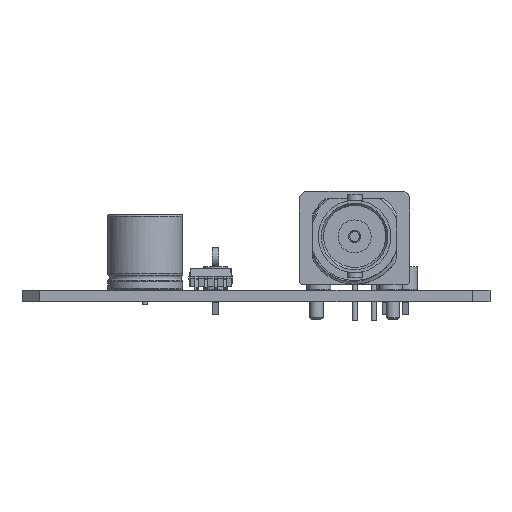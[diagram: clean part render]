
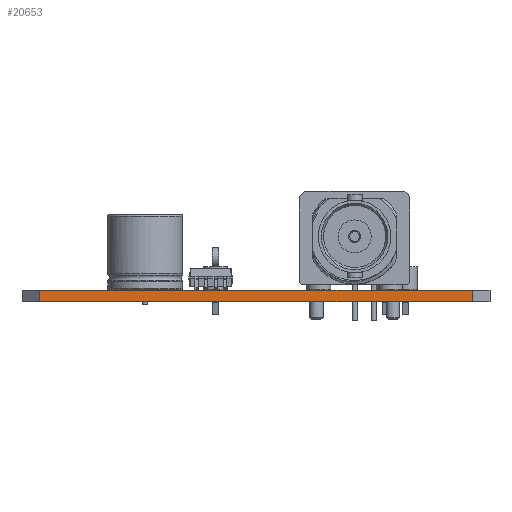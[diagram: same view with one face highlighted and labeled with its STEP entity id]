
A CAD part, left-side view. The second image highlights one B-rep face of the part: STEP entity #20653.
In plain terms, the highlighted planar face has unit normal (-1, 0, 0).
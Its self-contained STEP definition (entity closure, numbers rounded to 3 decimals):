
#19952 = VERTEX_POINT('',#19953);
#19953 = CARTESIAN_POINT('',(107.353,-80.886,0.));
#19959 = EDGE_CURVE('',#19960,#19952,#19962,.T.);
#19960 = VERTEX_POINT('',#19961);
#19961 = CARTESIAN_POINT('',(107.353,-138.455,0.));
#19962 = LINE('',#19963,#19964);
#19963 = CARTESIAN_POINT('',(107.353,-138.455,0.));
#19964 = VECTOR('',#19965,1.);
#19965 = DIRECTION('',(0.,1.,0.));
#20276 = VERTEX_POINT('',#20277);
#20277 = CARTESIAN_POINT('',(107.353,-80.886,1.51));
#20283 = EDGE_CURVE('',#20284,#20276,#20286,.T.);
#20284 = VERTEX_POINT('',#20285);
#20285 = CARTESIAN_POINT('',(107.353,-138.455,1.51));
#20286 = LINE('',#20287,#20288);
#20287 = CARTESIAN_POINT('',(107.353,-138.455,1.51));
#20288 = VECTOR('',#20289,1.);
#20289 = DIRECTION('',(0.,1.,0.));
#20623 = EDGE_CURVE('',#19952,#20276,#20624,.T.);
#20624 = LINE('',#20625,#20626);
#20625 = CARTESIAN_POINT('',(107.353,-80.886,0.));
#20626 = VECTOR('',#20627,1.);
#20627 = DIRECTION('',(0.,0.,1.));
#20642 = EDGE_CURVE('',#19960,#20284,#20643,.T.);
#20643 = LINE('',#20644,#20645);
#20644 = CARTESIAN_POINT('',(107.353,-138.455,0.));
#20645 = VECTOR('',#20646,1.);
#20646 = DIRECTION('',(0.,0.,1.));
#20653 = ADVANCED_FACE('',(#20654),#20660,.T.);
#20654 = FACE_BOUND('',#20655,.T.);
#20655 = EDGE_LOOP('',(#20656,#20657,#20658,#20659));
#20656 = ORIENTED_EDGE('',*,*,#20642,.T.);
#20657 = ORIENTED_EDGE('',*,*,#20283,.T.);
#20658 = ORIENTED_EDGE('',*,*,#20623,.F.);
#20659 = ORIENTED_EDGE('',*,*,#19959,.F.);
#20660 = PLANE('',#20661);
#20661 = AXIS2_PLACEMENT_3D('',#20662,#20663,#20664);
#20662 = CARTESIAN_POINT('',(107.353,-138.455,0.));
#20663 = DIRECTION('',(-1.,0.,0.));
#20664 = DIRECTION('',(0.,1.,0.));
